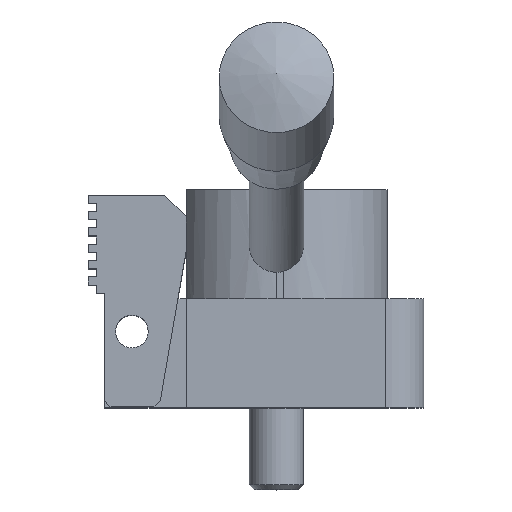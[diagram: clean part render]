
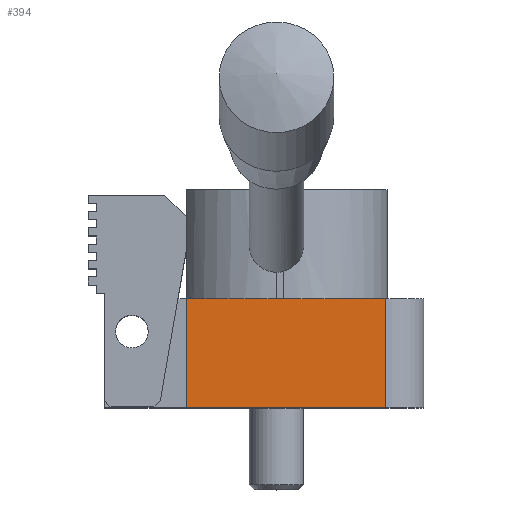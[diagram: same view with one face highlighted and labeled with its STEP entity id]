
A CAD part, top view. The second image highlights one B-rep face of the part: STEP entity #394.
In plain terms, the highlighted planar face has unit normal (0, 0, 1).
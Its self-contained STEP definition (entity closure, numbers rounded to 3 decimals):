
#394 = ADVANCED_FACE( '', ( #822 ), #823, .F. );
#822 = FACE_OUTER_BOUND( '', #1270, .T. );
#823 = PLANE( '', #1271 );
#1270 = EDGE_LOOP( '', ( #2434, #2435, #2436, #2437, #2438, #2439 ) );
#1271 = AXIS2_PLACEMENT_3D( '', #2440, #2441, #2442 );
#2434 = ORIENTED_EDGE( '', *, *, #3003, .T. );
#2435 = ORIENTED_EDGE( '', *, *, #2861, .F. );
#2436 = ORIENTED_EDGE( '', *, *, #2907, .F. );
#2437 = ORIENTED_EDGE( '', *, *, #2992, .F. );
#2438 = ORIENTED_EDGE( '', *, *, #2920, .F. );
#2439 = ORIENTED_EDGE( '', *, *, #2927, .T. );
#2440 = CARTESIAN_POINT( '', ( -16.5, 20., 20. ) );
#2441 = DIRECTION( '', ( 0., 0., -1. ) );
#2442 = DIRECTION( '', ( -1., 0., 0. ) );
#2861 = EDGE_CURVE( '', #3508, #3503, #3510, .T. );
#2907 = EDGE_CURVE( '', #3545, #3508, #3577, .T. );
#2920 = EDGE_CURVE( '', #3593, #3368, #3594, .T. );
#2927 = EDGE_CURVE( '', #3593, #3602, #3604, .T. );
#2992 = EDGE_CURVE( '', #3368, #3545, #3689, .T. );
#3003 = EDGE_CURVE( '', #3602, #3503, #3704, .T. );
#3368 = VERTEX_POINT( '', #4245 );
#3503 = VERTEX_POINT( '', #4454 );
#3508 = VERTEX_POINT( '', #4460 );
#3510 = LINE( '', #4462, #4463 );
#3545 = VERTEX_POINT( '', #4508 );
#3577 = LINE( '', #4553, #4554 );
#3593 = VERTEX_POINT( '', #4579 );
#3594 = LINE( '', #4580, #4581 );
#3602 = VERTEX_POINT( '', #4590 );
#3604 = LINE( '', #4593, #4594 );
#3689 = LINE( '', #4711, #4712 );
#3704 = LINE( '', #4731, #4732 );
#4245 = CARTESIAN_POINT( '', ( -15.211, 20., 20. ) );
#4454 = CARTESIAN_POINT( '', ( 20., 0., 20. ) );
#4460 = CARTESIAN_POINT( '', ( 20., 20., 20. ) );
#4462 = CARTESIAN_POINT( '', ( 20., 20., 20. ) );
#4463 = VECTOR( '', #5112, 1000. );
#4508 = CARTESIAN_POINT( '', ( 16.031, 20., 20. ) );
#4553 = CARTESIAN_POINT( '', ( -16.5, 20., 20. ) );
#4554 = VECTOR( '', #5166, 1000. );
#4579 = CARTESIAN_POINT( '', ( -16.5, 20., 20. ) );
#4580 = CARTESIAN_POINT( '', ( -16.5, 20., 20. ) );
#4581 = VECTOR( '', #5176, 1000. );
#4590 = CARTESIAN_POINT( '', ( -16.5, 0., 20. ) );
#4593 = CARTESIAN_POINT( '', ( -16.5, 20., 20. ) );
#4594 = VECTOR( '', #5185, 1000. );
#4711 = CARTESIAN_POINT( '', ( -16.5, 20., 20. ) );
#4712 = VECTOR( '', #5248, 1000. );
#4731 = CARTESIAN_POINT( '', ( -16.5, 0., 20. ) );
#4732 = VECTOR( '', #5262, 1000. );
#5112 = DIRECTION( '', ( 0., -1., 0. ) );
#5166 = DIRECTION( '', ( 1., 0., 0. ) );
#5176 = DIRECTION( '', ( 1., 0., 0. ) );
#5185 = DIRECTION( '', ( 0., -1., 0. ) );
#5248 = DIRECTION( '', ( 1., 0., 0. ) );
#5262 = DIRECTION( '', ( 1., 0., 0. ) );
